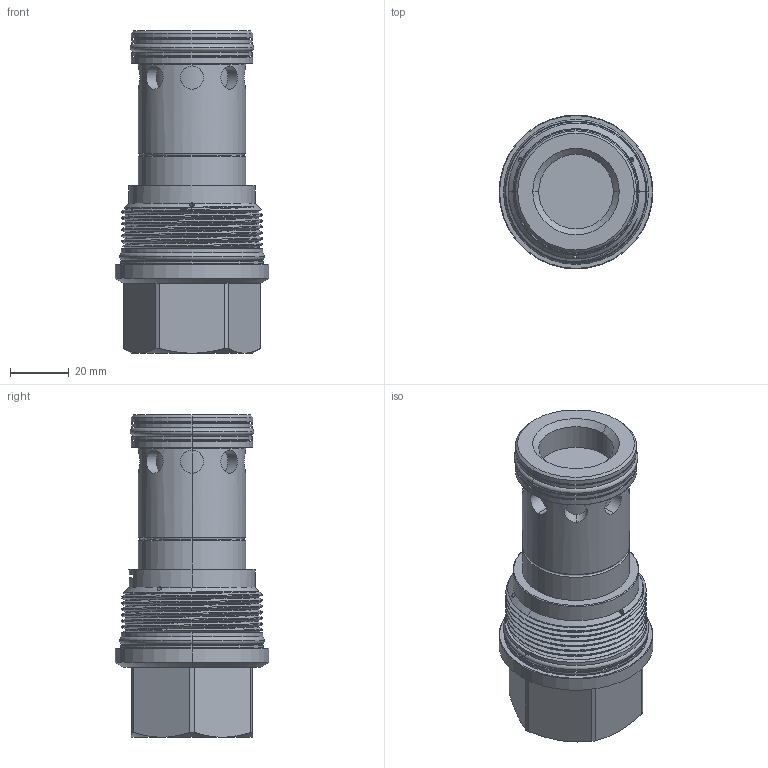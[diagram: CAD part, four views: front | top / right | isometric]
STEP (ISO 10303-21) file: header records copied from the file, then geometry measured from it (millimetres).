
FILE_DESCRIPTION (( 'STEP AP203' ), '1' );
FILE_NAME ('RP18A20-8-76.STEP', '2020-09-25T08:20:58', ( '' ), ( '' ), 'SwSTEP 2.0', 'SolidWorks 2018', '' );
FILE_SCHEMA (( 'CONFIG_CONTROL_DESIGN' ));
Length unit declared in the file: millimetre
Products named in the file (1): RP18A20-8-76
Bounding box: 52.37 x 52.37 x 109.63 mm (x, y, z)
Volume: 140260.3 mm3; surface area: 28251.4 mm2
Topology: 5 solids, 5 shells, 219 faces, 519 edges, 323 vertices
Faces by surface type: cylinder 114, cone 37, plane 34, torus 28, bspline 6
Entity records: 10338 total; most frequent: CARTESIAN_POINT 5459, ORIENTED_EDGE 1034, DIRECTION 976, EDGE_CURVE 517, AXIS2_PLACEMENT_3D 411, VERTEX_POINT 323, EDGE_LOOP 242, FACE_OUTER_BOUND 219
